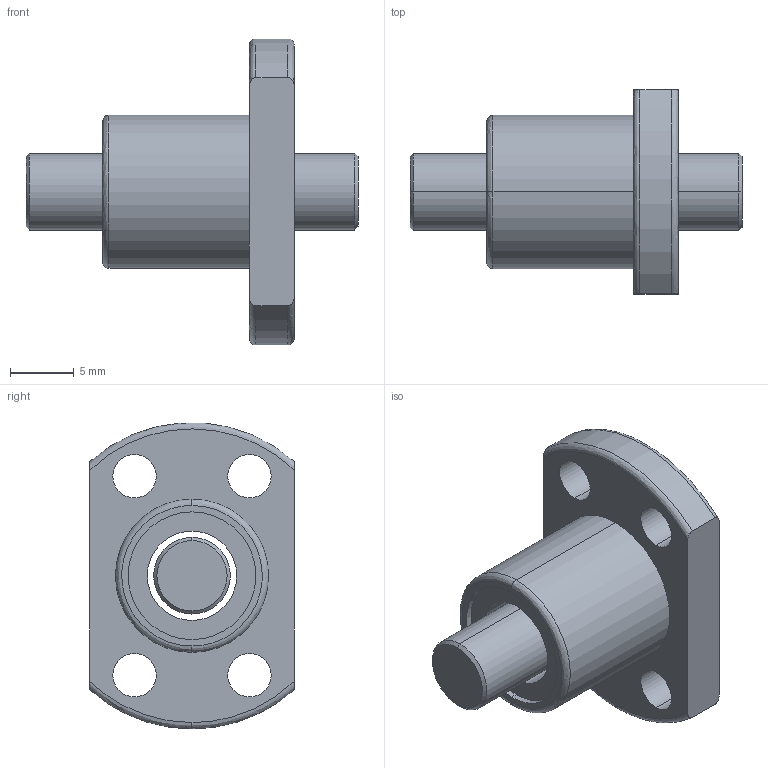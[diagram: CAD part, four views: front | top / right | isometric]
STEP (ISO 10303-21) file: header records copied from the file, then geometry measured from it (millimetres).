
FILE_DESCRIPTION (( 'STEP AP214' ), '1' );
FILE_NAME ('SFK00601.STEP', '2017-09-19T13:28:39', ( 'Addtech' ), ( 'Addtech' ), 'SwSTEP 2.0', 'SolidWorks 2017', '' );
FILE_SCHEMA (( 'AUTOMOTIVE_DESIGN' ));
Length unit declared in the file: millimetre
Products named in the file (1): SFK00601
Bounding box: 26 x 16 x 23.96 mm (x, y, z)
Volume: 2461.1 mm3; surface area: 2258.6 mm2
Topology: 2 solids, 2 shells, 42 faces, 97 edges, 62 vertices
Faces by surface type: cylinder 21, plane 9, bspline 8, cone 4
Entity records: 1495 total; most frequent: CARTESIAN_POINT 496, DIRECTION 201, ORIENTED_EDGE 194, EDGE_CURVE 97, AXIS2_PLACEMENT_3D 85, VERTEX_POINT 62, EDGE_LOOP 55, CIRCLE 50
